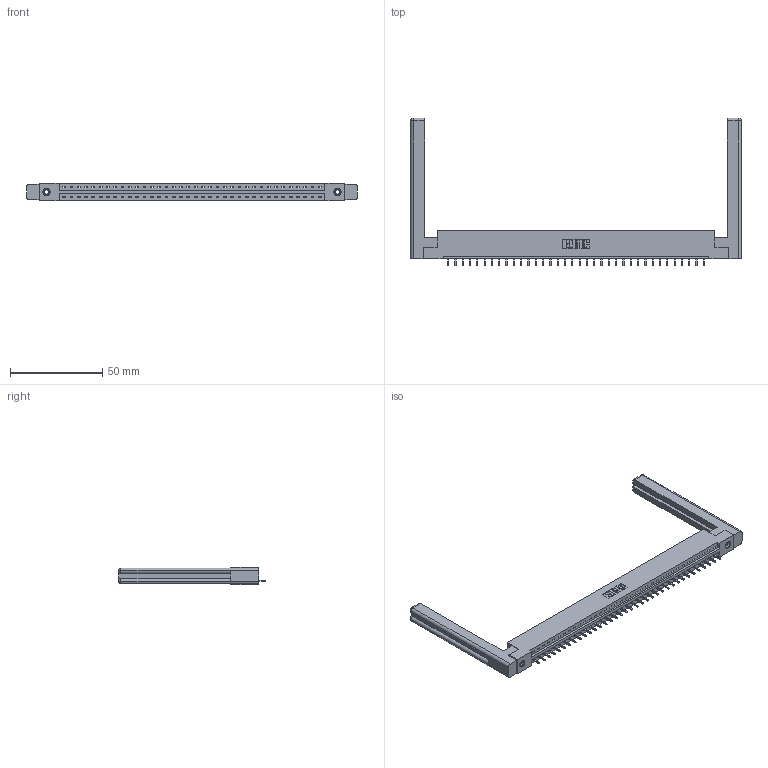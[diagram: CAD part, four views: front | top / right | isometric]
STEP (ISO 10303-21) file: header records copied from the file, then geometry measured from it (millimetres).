
FILE_DESCRIPTION (( 'STEP AP203' ), '1' );
FILE_NAME ('387-036-521-158.STEP', '2019-10-04T13:00:24', ( '' ), ( '' ), 'SwSTEP 2.0', 'SolidWorks 2016', '' );
FILE_SCHEMA (( 'CONFIG_CONTROL_DESIGN' ));
Length unit declared in the file: inch
Products named in the file (5): 345-250-001_345-250-001-102; 345-292-001_345-293-121; 307-220-058; 387-036-521-158; 337 Part_Flush Mounting Lugs - 0.156 Dia-TI
Assembly tree (41 placements, depth 2):
  387-036-521-158
    337 Part_Flush Mounting Lugs - 0.156 Dia-TI
    345-292-001_345-293-121  x36
    345-250-001_345-250-001-102  x2
    307-220-058  x2
Bounding box: 179.27 x 80.14 x 9.4 mm (x, y, z)
Volume: 25617.1 mm3; surface area: 23815.9 mm2
Topology: 41 solids, 41 shells, 2488 faces, 7433 edges, 4894 vertices
Faces by surface type: plane 1810, cylinder 654, cone 12, torus 12
Entity records: 30188 total; most frequent: CARTESIAN_POINT 5257, ORIENTED_EDGE 5168, DIRECTION 4456, EDGE_CURVE 2584, VECTOR 2408, LINE 2408, VERTEX_POINT 1714, AXIS2_PLACEMENT_3D 1024
